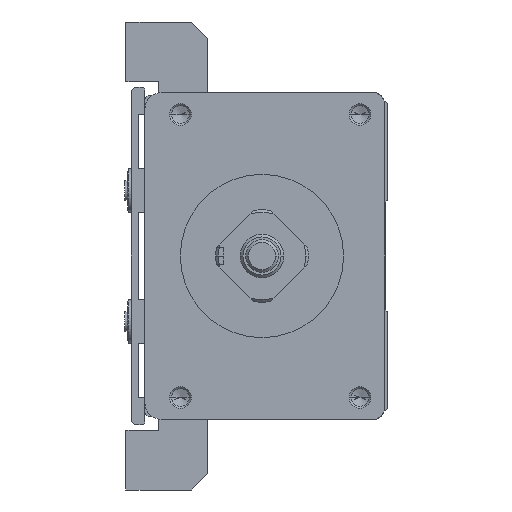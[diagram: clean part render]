
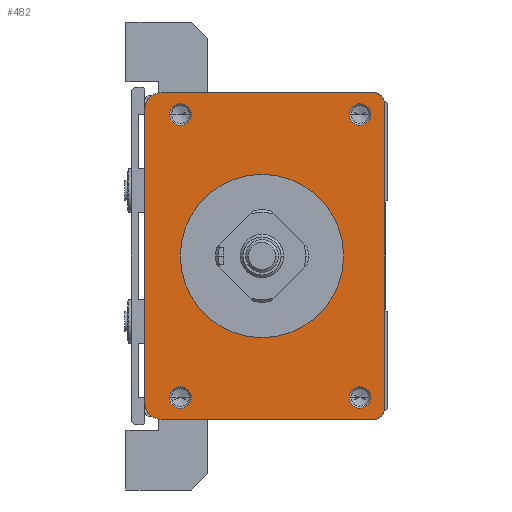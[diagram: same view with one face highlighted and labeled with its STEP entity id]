
A CAD part, left-side view. The second image highlights one B-rep face of the part: STEP entity #482.
In plain terms, the highlighted planar face has unit normal (-1, 0, 0).
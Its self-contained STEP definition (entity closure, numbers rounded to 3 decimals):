
#482 = ADVANCED_FACE( '', ( #1409, #1410, #1411, #1412, #1413, #1414 ), #1415, .F. );
#1409 = FACE_BOUND( '', #2755, .T. );
#1410 = FACE_BOUND( '', #2756, .T. );
#1411 = FACE_BOUND( '', #2757, .T. );
#1412 = FACE_BOUND( '', #2758, .T. );
#1413 = FACE_BOUND( '', #2759, .T. );
#1414 = FACE_OUTER_BOUND( '', #2760, .T. );
#1415 = PLANE( '', #2761 );
#2755 = EDGE_LOOP( '', ( #5558, #5559 ) );
#2756 = EDGE_LOOP( '', ( #5560, #5561 ) );
#2757 = EDGE_LOOP( '', ( #5562, #5563 ) );
#2758 = EDGE_LOOP( '', ( #5564, #5565 ) );
#2759 = EDGE_LOOP( '', ( #5566, #5567 ) );
#2760 = EDGE_LOOP( '', ( #5568, #5569, #5570, #5571, #5572, #5573, #5574, #5575 ) );
#2761 = AXIS2_PLACEMENT_3D( '', #5576, #5577, #5578 );
#5558 = ORIENTED_EDGE( '', *, *, #8841, .T. );
#5559 = ORIENTED_EDGE( '', *, *, #8831, .T. );
#5560 = ORIENTED_EDGE( '', *, *, #8844, .T. );
#5561 = ORIENTED_EDGE( '', *, *, #8822, .T. );
#5562 = ORIENTED_EDGE( '', *, *, #8847, .T. );
#5563 = ORIENTED_EDGE( '', *, *, #8813, .T. );
#5564 = ORIENTED_EDGE( '', *, *, #8850, .T. );
#5565 = ORIENTED_EDGE( '', *, *, #8804, .T. );
#5566 = ORIENTED_EDGE( '', *, *, #9007, .T. );
#5567 = ORIENTED_EDGE( '', *, *, #8574, .T. );
#5568 = ORIENTED_EDGE( '', *, *, #9165, .F. );
#5569 = ORIENTED_EDGE( '', *, *, #9157, .F. );
#5570 = ORIENTED_EDGE( '', *, *, #9166, .F. );
#5571 = ORIENTED_EDGE( '', *, *, #9167, .F. );
#5572 = ORIENTED_EDGE( '', *, *, #9168, .F. );
#5573 = ORIENTED_EDGE( '', *, *, #9096, .F. );
#5574 = ORIENTED_EDGE( '', *, *, #9169, .F. );
#5575 = ORIENTED_EDGE( '', *, *, #9170, .F. );
#5576 = CARTESIAN_POINT( '', ( -15., 0., 0. ) );
#5577 = DIRECTION( '', ( 1., 0., 0. ) );
#5578 = DIRECTION( '', ( 0., 0., -1. ) );
#8574 = EDGE_CURVE( '', #10204, #10201, #10205, .T. );
#8804 = EDGE_CURVE( '', #10638, #10635, #10639, .T. );
#8813 = EDGE_CURVE( '', #10654, #10651, #10655, .T. );
#8822 = EDGE_CURVE( '', #10670, #10667, #10671, .T. );
#8831 = EDGE_CURVE( '', #10686, #10683, #10687, .T. );
#8841 = EDGE_CURVE( '', #10683, #10686, #10701, .T. );
#8844 = EDGE_CURVE( '', #10667, #10670, #10704, .T. );
#8847 = EDGE_CURVE( '', #10651, #10654, #10707, .T. );
#8850 = EDGE_CURVE( '', #10635, #10638, #10710, .T. );
#9007 = EDGE_CURVE( '', #10201, #10204, #10911, .T. );
#9096 = EDGE_CURVE( '', #11050, #11052, #11053, .T. );
#9157 = EDGE_CURVE( '', #11149, #11151, #11152, .T. );
#9165 = EDGE_CURVE( '', #11151, #11163, #11164, .T. );
#9166 = EDGE_CURVE( '', #11165, #11149, #11166, .T. );
#9167 = EDGE_CURVE( '', #11167, #11165, #11168, .T. );
#9168 = EDGE_CURVE( '', #11052, #11167, #11169, .T. );
#9169 = EDGE_CURVE( '', #11170, #11050, #11171, .T. );
#9170 = EDGE_CURVE( '', #11163, #11170, #11172, .T. );
#10201 = VERTEX_POINT( '', #12747 );
#10204 = VERTEX_POINT( '', #12751 );
#10205 = CIRCLE( '', #12752, 15. );
#10635 = VERTEX_POINT( '', #13614 );
#10638 = VERTEX_POINT( '', #13618 );
#10639 = CIRCLE( '', #13619, 2. );
#10651 = VERTEX_POINT( '', #13636 );
#10654 = VERTEX_POINT( '', #13640 );
#10655 = CIRCLE( '', #13641, 2. );
#10667 = VERTEX_POINT( '', #13658 );
#10670 = VERTEX_POINT( '', #13662 );
#10671 = CIRCLE( '', #13663, 2. );
#10683 = VERTEX_POINT( '', #13680 );
#10686 = VERTEX_POINT( '', #13684 );
#10687 = CIRCLE( '', #13685, 2. );
#10701 = CIRCLE( '', #13704, 2. );
#10704 = CIRCLE( '', #13707, 2. );
#10707 = CIRCLE( '', #13710, 2. );
#10710 = CIRCLE( '', #13713, 2. );
#10911 = CIRCLE( '', #14331, 15. );
#11050 = VERTEX_POINT( '', #14527 );
#11052 = VERTEX_POINT( '', #14530 );
#11053 = LINE( '', #14531, #14532 );
#11149 = VERTEX_POINT( '', #14687 );
#11151 = VERTEX_POINT( '', #14690 );
#11152 = LINE( '', #14691, #14692 );
#11163 = VERTEX_POINT( '', #14706 );
#11164 = CIRCLE( '', #14707, 2. );
#11165 = VERTEX_POINT( '', #14708 );
#11166 = CIRCLE( '', #14709, 3. );
#11167 = VERTEX_POINT( '', #14710 );
#11168 = LINE( '', #14711, #14712 );
#11169 = CIRCLE( '', #14713, 3. );
#11170 = VERTEX_POINT( '', #14714 );
#11171 = CIRCLE( '', #14715, 2. );
#11172 = LINE( '', #14716, #14717 );
#12747 = CARTESIAN_POINT( '', ( -15., 15., 0. ) );
#12751 = CARTESIAN_POINT( '', ( -15., -15., 0. ) );
#12752 = AXIS2_PLACEMENT_3D( '', #16930, #16931, #16932 );
#13614 = CARTESIAN_POINT( '', ( -15., 17., -26. ) );
#13618 = CARTESIAN_POINT( '', ( -15., 13., -26. ) );
#13619 = AXIS2_PLACEMENT_3D( '', #17331, #17332, #17333 );
#13636 = CARTESIAN_POINT( '', ( -15., -16., 26. ) );
#13640 = CARTESIAN_POINT( '', ( -15., -20., 26. ) );
#13641 = AXIS2_PLACEMENT_3D( '', #17346, #17347, #17348 );
#13658 = CARTESIAN_POINT( '', ( -15., -16., -26. ) );
#13662 = CARTESIAN_POINT( '', ( -15., -20., -26. ) );
#13663 = AXIS2_PLACEMENT_3D( '', #17361, #17362, #17363 );
#13680 = CARTESIAN_POINT( '', ( -15., 17., 26. ) );
#13684 = CARTESIAN_POINT( '', ( -15., 13., 26. ) );
#13685 = AXIS2_PLACEMENT_3D( '', #17376, #17377, #17378 );
#13704 = AXIS2_PLACEMENT_3D( '', #17396, #17397, #17398 );
#13707 = AXIS2_PLACEMENT_3D( '', #17405, #17406, #17407 );
#13710 = AXIS2_PLACEMENT_3D( '', #17414, #17415, #17416 );
#13713 = AXIS2_PLACEMENT_3D( '', #17423, #17424, #17425 );
#14331 = AXIS2_PLACEMENT_3D( '', #17755, #17756, #17757 );
#14527 = CARTESIAN_POINT( '', ( -15., -20.5, -30. ) );
#14530 = CARTESIAN_POINT( '', ( -15., 18.5, -30. ) );
#14531 = CARTESIAN_POINT( '', ( -15., -20.5, -30. ) );
#14532 = VECTOR( '', #17906, 1. );
#14687 = CARTESIAN_POINT( '', ( -15., 18.5, 30. ) );
#14690 = CARTESIAN_POINT( '', ( -15., -20.5, 30. ) );
#14691 = CARTESIAN_POINT( '', ( -15., 18.5, 30. ) );
#14692 = VECTOR( '', #17967, 1. );
#14706 = CARTESIAN_POINT( '', ( -15., -22.5, 28. ) );
#14707 = AXIS2_PLACEMENT_3D( '', #17983, #17984, #17985 );
#14708 = CARTESIAN_POINT( '', ( -15., 21.5, 27. ) );
#14709 = AXIS2_PLACEMENT_3D( '', #17986, #17987, #17988 );
#14710 = CARTESIAN_POINT( '', ( -15., 21.5, -27. ) );
#14711 = CARTESIAN_POINT( '', ( -15., 21.5, -27. ) );
#14712 = VECTOR( '', #17989, 1. );
#14713 = AXIS2_PLACEMENT_3D( '', #17990, #17991, #17992 );
#14714 = CARTESIAN_POINT( '', ( -15., -22.5, -28. ) );
#14715 = AXIS2_PLACEMENT_3D( '', #17993, #17994, #17995 );
#14716 = CARTESIAN_POINT( '', ( -15., -22.5, 28. ) );
#14717 = VECTOR( '', #17996, 1. );
#16930 = CARTESIAN_POINT( '', ( -15., 0., 0. ) );
#16931 = DIRECTION( '', ( 1., 0., 0. ) );
#16932 = DIRECTION( '', ( 0., 1., 0. ) );
#17331 = CARTESIAN_POINT( '', ( -15., 15., -26. ) );
#17332 = DIRECTION( '', ( 1., 0., 0. ) );
#17333 = DIRECTION( '', ( 0., 1., 0. ) );
#17346 = CARTESIAN_POINT( '', ( -15., -18., 26. ) );
#17347 = DIRECTION( '', ( 1., 0., 0. ) );
#17348 = DIRECTION( '', ( 0., 1., 0. ) );
#17361 = CARTESIAN_POINT( '', ( -15., -18., -26. ) );
#17362 = DIRECTION( '', ( 1., 0., 0. ) );
#17363 = DIRECTION( '', ( 0., 1., 0. ) );
#17376 = CARTESIAN_POINT( '', ( -15., 15., 26. ) );
#17377 = DIRECTION( '', ( 1., 0., 0. ) );
#17378 = DIRECTION( '', ( 0., 1., 0. ) );
#17396 = CARTESIAN_POINT( '', ( -15., 15., 26. ) );
#17397 = DIRECTION( '', ( 1., 0., 0. ) );
#17398 = DIRECTION( '', ( 0., 1., 0. ) );
#17405 = CARTESIAN_POINT( '', ( -15., -18., -26. ) );
#17406 = DIRECTION( '', ( 1., 0., 0. ) );
#17407 = DIRECTION( '', ( 0., 1., 0. ) );
#17414 = CARTESIAN_POINT( '', ( -15., -18., 26. ) );
#17415 = DIRECTION( '', ( 1., 0., 0. ) );
#17416 = DIRECTION( '', ( 0., 1., 0. ) );
#17423 = CARTESIAN_POINT( '', ( -15., 15., -26. ) );
#17424 = DIRECTION( '', ( 1., 0., 0. ) );
#17425 = DIRECTION( '', ( 0., 1., 0. ) );
#17755 = CARTESIAN_POINT( '', ( -15., 0., 0. ) );
#17756 = DIRECTION( '', ( 1., 0., 0. ) );
#17757 = DIRECTION( '', ( 0., 1., 0. ) );
#17906 = DIRECTION( '', ( 0., 1., 0. ) );
#17967 = DIRECTION( '', ( 0., -1., 0. ) );
#17983 = CARTESIAN_POINT( '', ( -15., -20.5, 28. ) );
#17984 = DIRECTION( '', ( 1., 0., 0. ) );
#17985 = DIRECTION( '', ( 0., 0., 1. ) );
#17986 = CARTESIAN_POINT( '', ( -15., 18.5, 27. ) );
#17987 = DIRECTION( '', ( 1., 0., 0. ) );
#17988 = DIRECTION( '', ( 0., 1., 0. ) );
#17989 = DIRECTION( '', ( 0., 0., 1. ) );
#17990 = CARTESIAN_POINT( '', ( -15., 18.5, -27. ) );
#17991 = DIRECTION( '', ( 1., 0., 0. ) );
#17992 = DIRECTION( '', ( 0., 0., -1. ) );
#17993 = CARTESIAN_POINT( '', ( -15., -20.5, -28. ) );
#17994 = DIRECTION( '', ( 1., 0., 0. ) );
#17995 = DIRECTION( '', ( 0., -1., 0. ) );
#17996 = DIRECTION( '', ( 0., 0., -1. ) );
